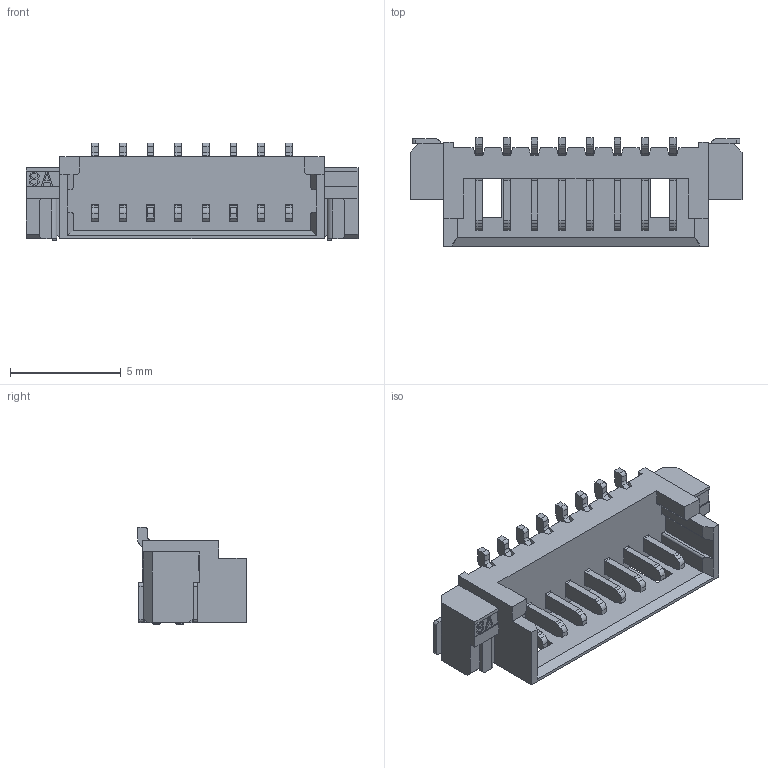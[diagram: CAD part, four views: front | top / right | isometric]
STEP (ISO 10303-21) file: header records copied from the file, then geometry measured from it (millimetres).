
FILE_DESCRIPTION((''),'2;1');
FILE_NAME('1_25-8P_3D_','2022-10-13T',('admin'),(''),'PRO/ENGINEER BY PARAMETRIC TECHNOLOGY CORPORATION, 2010280','PRO/ENGINEER BY PARAMETRIC TECHNOLOGY CORPORATION, 2010280','');
FILE_SCHEMA(('CONFIG_CONTROL_DESIGN'));
Length unit declared in the file: millimetre
Products named in the file (1): 1_25-8P_3D_
Bounding box: 15 x 4.9 x 4.41 mm (x, y, z)
Volume: 110 mm3; surface area: 431 mm2
Topology: 1 solids, 1 shells, 741 faces, 2342 edges, 1526 vertices
Faces by surface type: plane 503, cylinder 238
Entity records: 26211 total; most frequent: CARTESIAN_POINT 5028, ORIENTED_EDGE 4684, DIRECTION 4206, EDGE_CURVE 2342, VECTOR 1816, LINE 1816, VERTEX_POINT 1526, AXIS2_PLACEMENT_3D 1195
